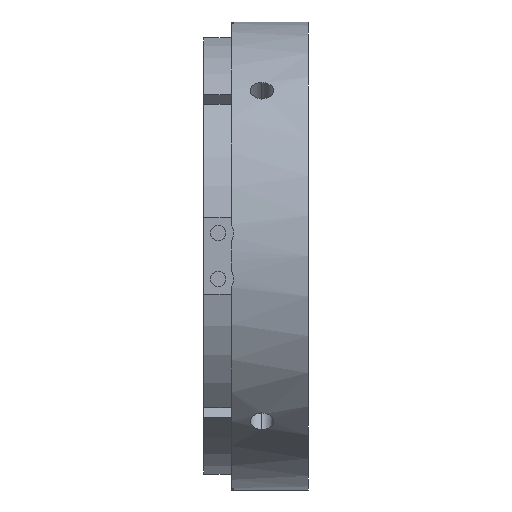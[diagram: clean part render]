
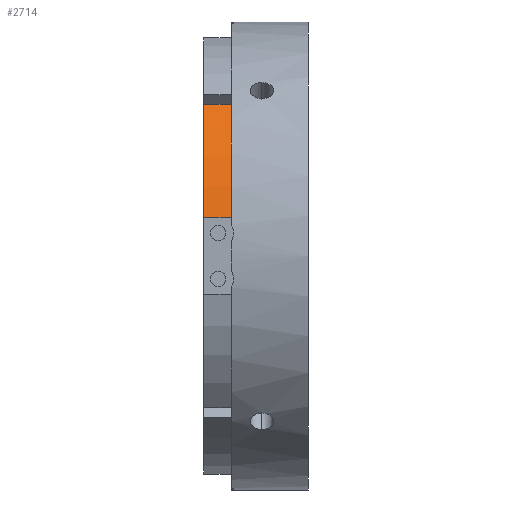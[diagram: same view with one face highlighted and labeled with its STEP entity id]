
A CAD part, left-side view. The second image highlights one B-rep face of the part: STEP entity #2714.
In plain terms, the highlighted cylindrical face has radius 35.973 mm (diameter 71.946 mm), a partial arc.
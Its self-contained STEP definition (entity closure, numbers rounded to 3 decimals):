
#147 = AXIS2_PLACEMENT_3D ( 'NONE', #6021, #735, #2230 ) ;
#507 = CARTESIAN_POINT ( 'NONE',  ( -26.203, 4.5, 24.647 ) ) ;
#735 = DIRECTION ( 'NONE',  ( 0., 1., 0. ) ) ;
#934 = ORIENTED_EDGE ( 'NONE', *, *, #1401, .F. ) ;
#1239 = CARTESIAN_POINT ( 'NONE',  ( -35.428, 8.92, 6.24 ) ) ;
#1401 = EDGE_CURVE ( 'NONE', #2546, #5541, #4718, .T. ) ;
#1614 = DIRECTION ( 'NONE',  ( 0., -1., 0. ) ) ;
#2200 = EDGE_CURVE ( 'NONE', #3900, #5901, #6803, .T. ) ;
#2229 = EDGE_CURVE ( 'NONE', #5541, #5901, #7509, .T. ) ;
#2230 = DIRECTION ( 'NONE',  ( 0., 0., 1. ) ) ;
#2361 = DIRECTION ( 'NONE',  ( 0., -1., 0. ) ) ;
#2417 = CARTESIAN_POINT ( 'NONE',  ( -35.428, 8.92, 6.24 ) ) ;
#2546 = VERTEX_POINT ( 'NONE', #2417 ) ;
#2714 = ADVANCED_FACE ( 'NONE', ( #6213 ), #4402, .T. ) ;
#2731 = CARTESIAN_POINT ( 'NONE',  ( -26.203, 8.92, 24.647 ) ) ;
#2830 = EDGE_LOOP ( 'NONE', ( #2979, #7011, #934, #4737 ) ) ;
#2979 = ORIENTED_EDGE ( 'NONE', *, *, #2200, .T. ) ;
#3002 = VECTOR ( 'NONE', #1614, 1000. ) ;
#3110 = DIRECTION ( 'NONE',  ( 0., 1., 0. ) ) ;
#3170 = DIRECTION ( 'NONE',  ( 0., 0., -1. ) ) ;
#3507 = LINE ( 'NONE', #1239, #6365 ) ;
#3796 = CARTESIAN_POINT ( 'NONE',  ( -35.428, 4.5, 6.24 ) ) ;
#3857 = AXIS2_PLACEMENT_3D ( 'NONE', #6655, #3110, #4876 ) ;
#3900 = VERTEX_POINT ( 'NONE', #3796 ) ;
#4351 = AXIS2_PLACEMENT_3D ( 'NONE', #4903, #5638, #3170 ) ;
#4402 = CYLINDRICAL_SURFACE ( 'NONE', #4351, 35.973 ) ;
#4718 = CIRCLE ( 'NONE', #3857, 35.973 ) ;
#4737 = ORIENTED_EDGE ( 'NONE', *, *, #7370, .T. ) ;
#4876 = DIRECTION ( 'NONE',  ( 0., 0., 1. ) ) ;
#4903 = CARTESIAN_POINT ( 'NONE',  ( 0., 8.92, 0. ) ) ;
#5541 = VERTEX_POINT ( 'NONE', #7618 ) ;
#5638 = DIRECTION ( 'NONE',  ( 0., -1., 0. ) ) ;
#5901 = VERTEX_POINT ( 'NONE', #507 ) ;
#6021 = CARTESIAN_POINT ( 'NONE',  ( 0., 4.5, 0. ) ) ;
#6213 = FACE_OUTER_BOUND ( 'NONE', #2830, .T. ) ;
#6365 = VECTOR ( 'NONE', #2361, 1000. ) ;
#6655 = CARTESIAN_POINT ( 'NONE',  ( 0., 8.92, 0. ) ) ;
#6803 = CIRCLE ( 'NONE', #147, 35.973 ) ;
#7011 = ORIENTED_EDGE ( 'NONE', *, *, #2229, .F. ) ;
#7370 = EDGE_CURVE ( 'NONE', #2546, #3900, #3507, .T. ) ;
#7509 = LINE ( 'NONE', #2731, #3002 ) ;
#7618 = CARTESIAN_POINT ( 'NONE',  ( -26.203, 8.92, 24.647 ) ) ;
